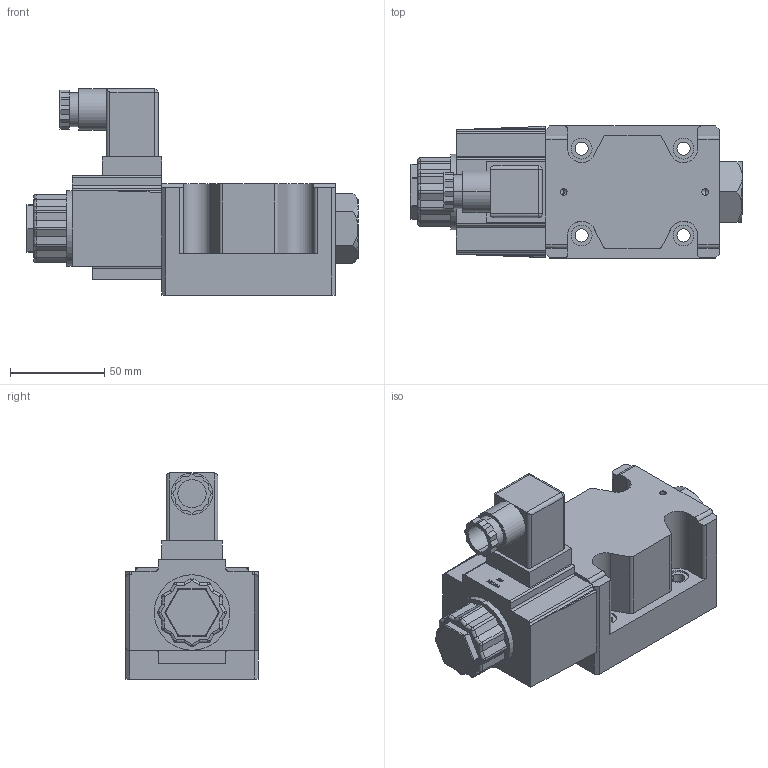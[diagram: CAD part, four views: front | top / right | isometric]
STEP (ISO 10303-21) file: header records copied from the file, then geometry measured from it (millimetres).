
FILE_DESCRIPTION (( 'STEP AP214' ), '1' );
FILE_NAME ('DSG-03-2bx-AC-n-50-DIN TYPE.STEP', '2021-12-10T06:45:45', ( '' ), ( '' ), 'SwSTEP 2.0', 'SolidWorks 2019', '' );
FILE_SCHEMA (( 'AUTOMOTIVE_DESIGN' ));
Length unit declared in the file: millimetre
Products named in the file (1): DSG-03-2bx-AC-n-50-DIN TYPE
Bounding box: 176 x 70 x 109.3 mm (x, y, z)
Volume: 501214.4 mm3; surface area: 74856.9 mm2
Topology: 1 solids, 2 shells, 535 faces, 1382 edges, 874 vertices
Faces by surface type: plane 257, cylinder 159, bspline 89, sphere 20, cone 10
Entity records: 23296 total; most frequent: CARTESIAN_POINT 8744, ORIENTED_EDGE 2716, DIRECTION 2296, EDGE_CURVE 1358, VERTEX_POINT 874, VECTOR 824, LINE 824, AXIS2_PLACEMENT_3D 736
